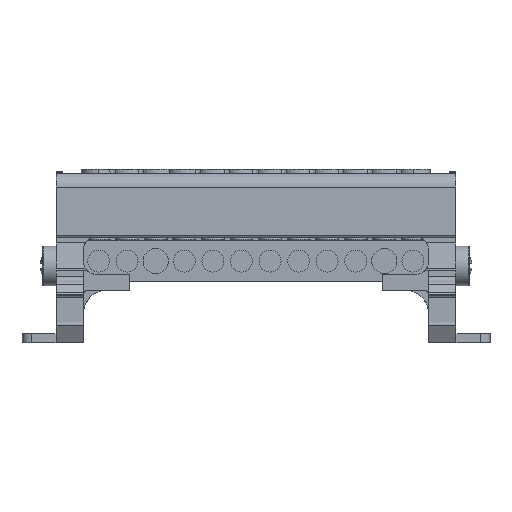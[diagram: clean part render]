
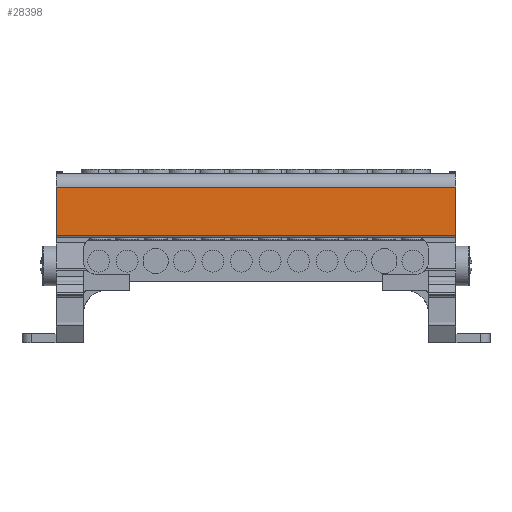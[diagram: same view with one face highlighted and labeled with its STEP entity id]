
A CAD part, top view. The second image highlights one B-rep face of the part: STEP entity #28398.
In plain terms, the highlighted planar face has unit normal (0, 0.018, 1).
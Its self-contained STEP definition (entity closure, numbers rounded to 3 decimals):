
#389 = EDGE_LOOP ( 'NONE', ( #22177, #22162, #22184, #22180 ) ) ;
#1878 = CARTESIAN_POINT ( 'NONE',  ( -191.987, -101.833, 148.171 ) ) ;
#1941 = CARTESIAN_POINT ( 'NONE',  ( -279.469, -101.833, 148.171 ) ) ;
#1943 = CARTESIAN_POINT ( 'NONE',  ( -191.987, -112.466, 148.357 ) ) ;
#2000 = CARTESIAN_POINT ( 'NONE',  ( -279.469, -112.466, 148.357 ) ) ;
#4743 = DIRECTION ( 'NONE',  ( 1., 0., 0. ) ) ;
#4753 = LINE ( 'NONE', #4782, #18859 ) ;
#4782 = CARTESIAN_POINT ( 'NONE',  ( -354.929, -112.466, 148.357 ) ) ;
#18798 = AXIS2_PLACEMENT_3D ( 'NONE', #20507, #20511, #20513 ) ;
#18859 = VECTOR ( 'NONE', #4743, 1000. ) ;
#18995 = VECTOR ( 'NONE', #29381, 1000. ) ;
#19007 = VECTOR ( 'NONE', #29328, 1000. ) ;
#19036 = VECTOR ( 'NONE', #28837, 1000. ) ;
#20505 = PLANE ( 'NONE',  #18798 ) ;
#20507 = CARTESIAN_POINT ( 'NONE',  ( -354.929, -112.466, 148.357 ) ) ;
#20511 = DIRECTION ( 'NONE',  ( 0., 0.017, 1. ) ) ;
#20513 = DIRECTION ( 'NONE',  ( 0., -1., 0.017 ) ) ;
#20607 = FACE_OUTER_BOUND ( 'NONE', #389, .T. ) ;
#22162 = ORIENTED_EDGE ( 'NONE', *, *, #28657, .T. ) ;
#22177 = ORIENTED_EDGE ( 'NONE', *, *, #28499, .T. ) ;
#22180 = ORIENTED_EDGE ( 'NONE', *, *, #28636, .T. ) ;
#22184 = ORIENTED_EDGE ( 'NONE', *, *, #34252, .F. ) ;
#28398 = ADVANCED_FACE ( 'NONE', ( #20607 ), #20505, .T. ) ;
#28499 = EDGE_CURVE ( 'NONE', #36017, #35963, #4753, .T. ) ;
#28636 = EDGE_CURVE ( 'NONE', #35954, #36017, #29302, .T. ) ;
#28657 = EDGE_CURVE ( 'NONE', #35963, #35914, #29367, .T. ) ;
#28803 = CARTESIAN_POINT ( 'NONE',  ( -354.929, -101.833, 148.171 ) ) ;
#28824 = LINE ( 'NONE', #28803, #19036 ) ;
#28837 = DIRECTION ( 'NONE',  ( 1., 0., 0. ) ) ;
#29302 = LINE ( 'NONE', #29324, #19007 ) ;
#29324 = CARTESIAN_POINT ( 'NONE',  ( -279.469, -121.15, 148.508 ) ) ;
#29328 = DIRECTION ( 'NONE',  ( 0., -1., 0.017 ) ) ;
#29367 = LINE ( 'NONE', #29380, #18995 ) ;
#29380 = CARTESIAN_POINT ( 'NONE',  ( -191.987, -121.15, 148.508 ) ) ;
#29381 = DIRECTION ( 'NONE',  ( 0., 1., -0.017 ) ) ;
#34252 = EDGE_CURVE ( 'NONE', #35954, #35914, #28824, .T. ) ;
#35914 = VERTEX_POINT ( 'NONE', #1878 ) ;
#35954 = VERTEX_POINT ( 'NONE', #1941 ) ;
#35963 = VERTEX_POINT ( 'NONE', #1943 ) ;
#36017 = VERTEX_POINT ( 'NONE', #2000 ) ;
